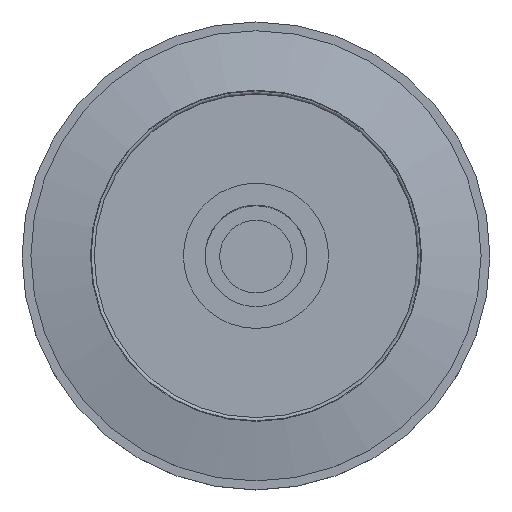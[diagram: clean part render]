
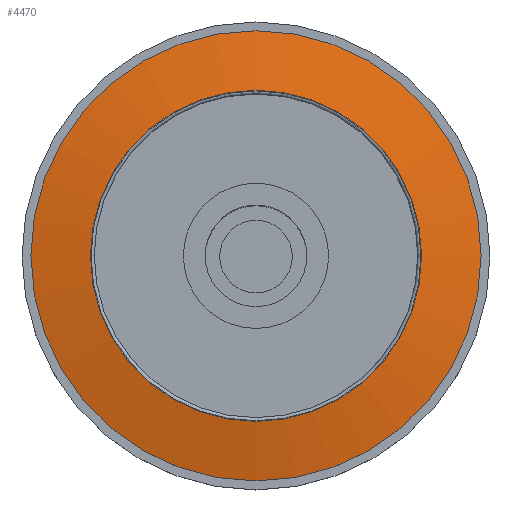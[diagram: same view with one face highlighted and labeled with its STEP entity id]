
A CAD part, top view. The second image highlights one B-rep face of the part: STEP entity #4470.
In plain terms, the highlighted conical face has half-angle 78.5 degrees and reference radius 12.107 mm.
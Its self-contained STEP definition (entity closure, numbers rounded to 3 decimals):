
#28=CONICAL_SURFACE($,#4707,12.107,78.5);
#230=FACE_BOUND($,#664,.T.);
#398=FACE_OUTER_BOUND($,#663,.T.);
#663=EDGE_LOOP($,(#3607));
#664=EDGE_LOOP($,(#3608));
#1155=CIRCLE($,#4653,10.264);
#1172=CIRCLE($,#4706,13.95);
#2025=VERTEX_POINT($,#8756);
#2045=VERTEX_POINT($,#13635);
#2500=EDGE_CURVE($,#2025,#2025,#1155,.T.);
#2617=EDGE_CURVE($,#2045,#2045,#1172,.T.);
#3607=ORIENTED_EDGE($,*,*,#2500,.F.);
#3608=ORIENTED_EDGE($,*,*,#2617,.T.);
#4470=ADVANCED_FACE($,(#398,#230),#28,.T.);
#4653=AXIS2_PLACEMENT_3D($,#8757,#5103,#5104);
#4706=AXIS2_PLACEMENT_3D($,#13636,#5218,#5219);
#4707=AXIS2_PLACEMENT_3D($,#13637,#5220,#5221);
#5103=DIRECTION('center_axis',(0.,0.,
1.));
#5104=DIRECTION('ref_axis',(1.,0.,0.));
#5218=DIRECTION('center_axis',(0.,0.,
1.));
#5219=DIRECTION('ref_axis',(1.,0.,0.));
#5220=DIRECTION('center_axis',(0.,0.,
-1.));
#5221=DIRECTION('ref_axis',(1.,0.,0.));
#8756=CARTESIAN_POINT('',(10.264,0.,26.));
#8757=CARTESIAN_POINT('Origin',(0.,0.,
26.));
#13635=CARTESIAN_POINT('',(13.95,0.,25.25));
#13636=CARTESIAN_POINT('Origin',(0.,0.,
25.25));
#13637=CARTESIAN_POINT('Origin',(0.,0.,
25.625));
